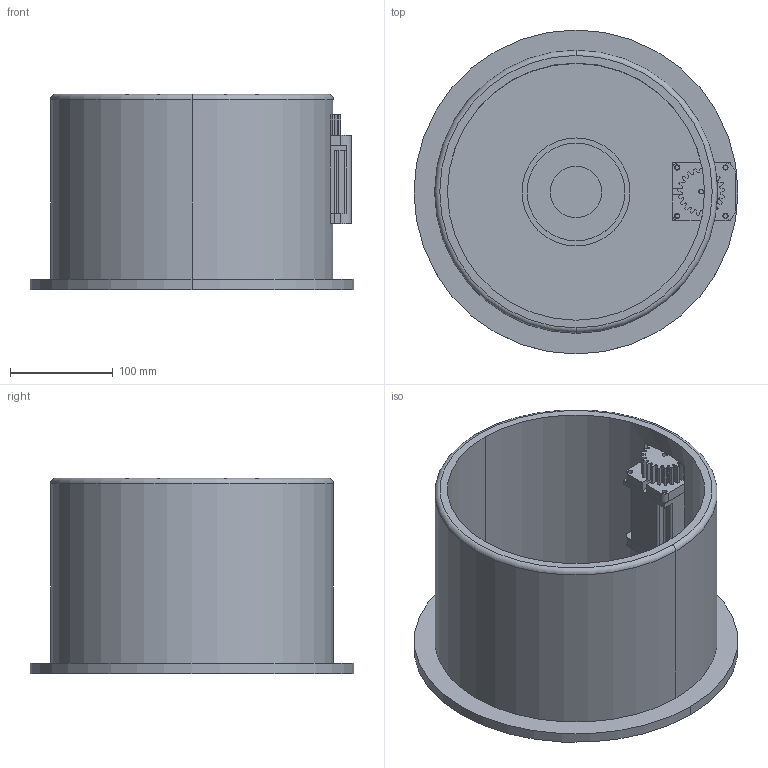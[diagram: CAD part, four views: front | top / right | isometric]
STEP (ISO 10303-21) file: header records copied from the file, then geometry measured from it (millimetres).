
FILE_DESCRIPTION (( 'STEP AP214' ), '1' );
FILE_NAME ('base.STEP', '2023-08-01T19:19:33', ( 'hp' ), ( 'HP' ), 'SwSTEP 2.0', 'SolidWorks 2021', '' );
FILE_SCHEMA (( 'AUTOMOTIVE_DESIGN' ));
Length unit declared in the file: centimetre
Products named in the file (6): base; nema 23 shaft; thrust bearing; nema 23; 15 teeth gear module 2
Assembly tree (5 placements, depth 2):
  base
    base
    nema 23
    nema 23 shaft
    15 teeth gear module 2
    thrust bearing
Bounding box: 315 x 315 x 190 mm (x, y, z)
Volume: 3042333.4 mm3; surface area: 548957.1 mm2
Topology: 5 solids, 5 shells, 273 faces, 758 edges, 499 vertices
Faces by surface type: cylinder 203, plane 62, torus 8
Entity records: 9268 total; most frequent: DIRECTION 1750, CARTESIAN_POINT 1564, ORIENTED_EDGE 1516, EDGE_CURVE 758, AXIS2_PLACEMENT_3D 713, VERTEX_POINT 499, CIRCLE 432, VECTOR 324
